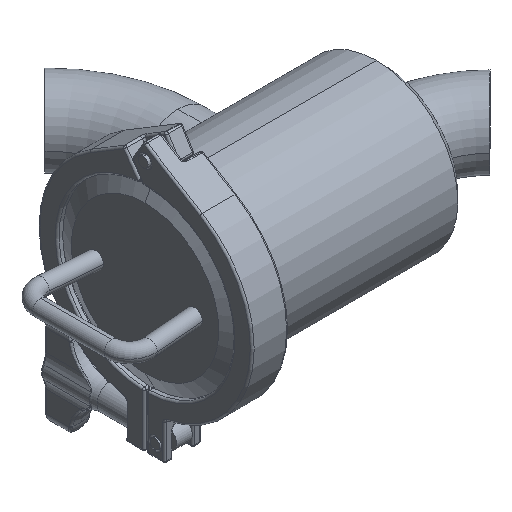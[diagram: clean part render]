
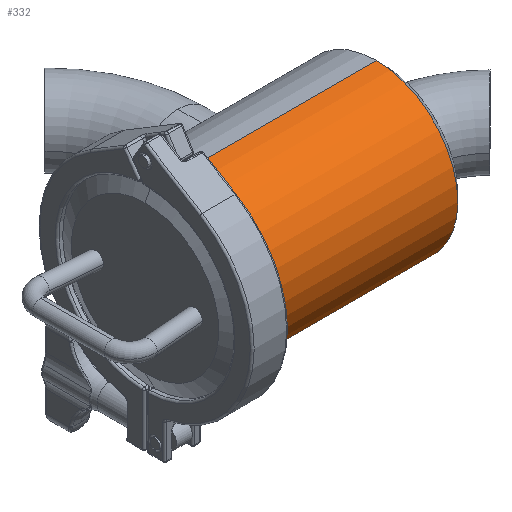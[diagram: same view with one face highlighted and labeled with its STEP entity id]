
A CAD part, isometric view. The second image highlights one B-rep face of the part: STEP entity #332.
In plain terms, the highlighted cylindrical face has radius 41.5 mm (diameter 83 mm), a partial arc.
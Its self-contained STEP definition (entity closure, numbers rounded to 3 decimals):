
#175 = EDGE_CURVE ( 'NONE', #15038, #10492, #11530, .T. ) ;
#332 = ADVANCED_FACE ( 'NONE', ( #14849 ), #11201, .T. ) ;
#1370 = CARTESIAN_POINT ( 'NONE',  ( -7.34, 0., -41.5 ) ) ;
#1913 = CIRCLE ( 'NONE', #10167, 41.5 ) ;
#3373 = ORIENTED_EDGE ( 'NONE', *, *, #175, .F. ) ;
#4950 = VERTEX_POINT ( 'NONE', #11330 ) ;
#5177 = AXIS2_PLACEMENT_3D ( 'NONE', #13601, #9608, #16275 ) ;
#5884 = EDGE_CURVE ( 'NONE', #13928, #15038, #13393, .T. ) ;
#5948 = DIRECTION ( 'NONE',  ( 0., 0., 1. ) ) ;
#6270 = EDGE_CURVE ( 'NONE', #4950, #10492, #15963, .T. ) ;
#6906 = EDGE_CURVE ( 'NONE', #13928, #4950, #1913, .T. ) ;
#7038 = ORIENTED_EDGE ( 'NONE', *, *, #5884, .F. ) ;
#7919 = VECTOR ( 'NONE', #9800, 1000. ) ;
#8173 = CARTESIAN_POINT ( 'NONE',  ( -7.34, 0., 0. ) ) ;
#8201 = VECTOR ( 'NONE', #13561, 1000. ) ;
#8383 = CARTESIAN_POINT ( 'NONE',  ( -139.192, 0., 41.5 ) ) ;
#9198 = CARTESIAN_POINT ( 'NONE',  ( -105.995, 0., 0. ) ) ;
#9608 = DIRECTION ( 'NONE',  ( -1., 0., 0. ) ) ;
#9666 = ORIENTED_EDGE ( 'NONE', *, *, #6270, .T. ) ;
#9800 = DIRECTION ( 'NONE',  ( -1., 0., 0. ) ) ;
#9819 = CARTESIAN_POINT ( 'NONE',  ( -139.192, 0., -41.5 ) ) ;
#10167 = AXIS2_PLACEMENT_3D ( 'NONE', #8173, #15841, #5948 ) ;
#10303 = EDGE_LOOP ( 'NONE', ( #7038, #13397, #9666, #3373 ) ) ;
#10492 = VERTEX_POINT ( 'NONE', #16077 ) ;
#10736 = AXIS2_PLACEMENT_3D ( 'NONE', #9198, #13028, #14279 ) ;
#11201 = CYLINDRICAL_SURFACE ( 'NONE', #5177, 41.5 ) ;
#11330 = CARTESIAN_POINT ( 'NONE',  ( -7.34, 0., 41.5 ) ) ;
#11530 = CIRCLE ( 'NONE', #10736, 41.5 ) ;
#13028 = DIRECTION ( 'NONE',  ( -1., 0., 0. ) ) ;
#13393 = LINE ( 'NONE', #9819, #8201 ) ;
#13397 = ORIENTED_EDGE ( 'NONE', *, *, #6906, .T. ) ;
#13561 = DIRECTION ( 'NONE',  ( -1., 0., 0. ) ) ;
#13601 = CARTESIAN_POINT ( 'NONE',  ( -139.192, 0., 0. ) ) ;
#13873 = CARTESIAN_POINT ( 'NONE',  ( -105.995, 0., -41.5 ) ) ;
#13928 = VERTEX_POINT ( 'NONE', #1370 ) ;
#14279 = DIRECTION ( 'NONE',  ( 0., 0., 1. ) ) ;
#14849 = FACE_OUTER_BOUND ( 'NONE', #10303, .T. ) ;
#15038 = VERTEX_POINT ( 'NONE', #13873 ) ;
#15841 = DIRECTION ( 'NONE',  ( -1., 0., 0. ) ) ;
#15963 = LINE ( 'NONE', #8383, #7919 ) ;
#16077 = CARTESIAN_POINT ( 'NONE',  ( -105.995, 0., 41.5 ) ) ;
#16275 = DIRECTION ( 'NONE',  ( 0., 0., 1. ) ) ;
